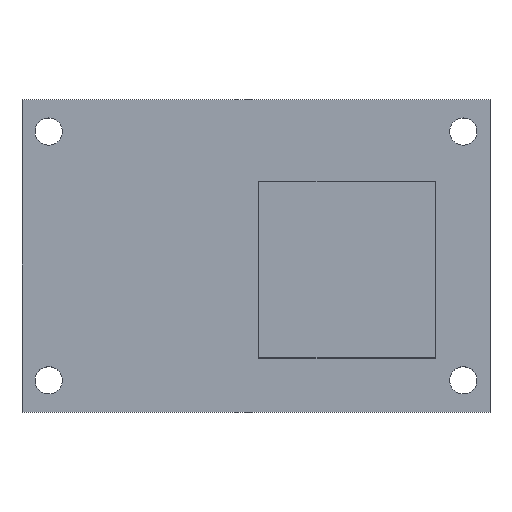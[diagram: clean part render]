
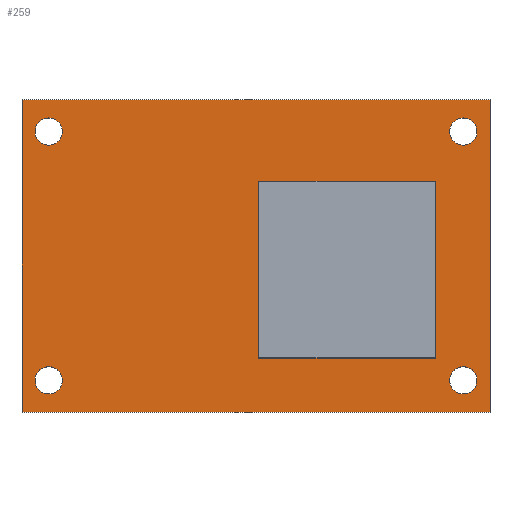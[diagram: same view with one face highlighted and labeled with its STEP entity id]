
A CAD part, top view. The second image highlights one B-rep face of the part: STEP entity #259.
In plain terms, the highlighted planar face has unit normal (0, 0, 1).
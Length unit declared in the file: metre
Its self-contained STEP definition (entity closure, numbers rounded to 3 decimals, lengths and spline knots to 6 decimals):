
#16=LINE('',#392,#40);
#17=LINE('',#395,#41);
#18=LINE('',#397,#42);
#19=LINE('',#399,#43);
#20=LINE('',#400,#44);
#21=LINE('',#403,#45);
#22=LINE('',#405,#46);
#23=LINE('',#407,#47);
#40=VECTOR('',#322,1.);
#41=VECTOR('',#323,1.);
#42=VECTOR('',#324,1.);
#43=VECTOR('',#325,1.);
#44=VECTOR('',#326,1.);
#45=VECTOR('',#327,1.);
#46=VECTOR('',#328,1.);
#47=VECTOR('',#329,1.);
#64=ORIENTED_EDGE('',*,*,#128,.F.);
#65=ORIENTED_EDGE('',*,*,#129,.F.);
#66=ORIENTED_EDGE('',*,*,#130,.F.);
#67=ORIENTED_EDGE('',*,*,#131,.F.);
#68=ORIENTED_EDGE('',*,*,#132,.F.);
#69=ORIENTED_EDGE('',*,*,#133,.T.);
#70=ORIENTED_EDGE('',*,*,#134,.T.);
#71=ORIENTED_EDGE('',*,*,#135,.F.);
#72=ORIENTED_EDGE('',*,*,#136,.F.);
#73=ORIENTED_EDGE('',*,*,#137,.T.);
#74=ORIENTED_EDGE('',*,*,#138,.T.);
#75=ORIENTED_EDGE('',*,*,#139,.F.);
#128=EDGE_CURVE('',#160,#160,#184,.T.);
#129=EDGE_CURVE('',#161,#161,#185,.T.);
#130=EDGE_CURVE('',#162,#162,#186,.T.);
#131=EDGE_CURVE('',#163,#163,#187,.T.);
#132=EDGE_CURVE('',#164,#165,#16,.T.);
#133=EDGE_CURVE('',#164,#166,#17,.T.);
#134=EDGE_CURVE('',#166,#167,#18,.T.);
#135=EDGE_CURVE('',#165,#167,#19,.T.);
#136=EDGE_CURVE('',#168,#169,#20,.T.);
#137=EDGE_CURVE('',#168,#170,#21,.T.);
#138=EDGE_CURVE('',#170,#171,#22,.T.);
#139=EDGE_CURVE('',#169,#171,#23,.T.);
#160=VERTEX_POINT('',#385);
#161=VERTEX_POINT('',#387);
#162=VERTEX_POINT('',#389);
#163=VERTEX_POINT('',#391);
#164=VERTEX_POINT('',#393);
#165=VERTEX_POINT('',#394);
#166=VERTEX_POINT('',#396);
#167=VERTEX_POINT('',#398);
#168=VERTEX_POINT('',#401);
#169=VERTEX_POINT('',#402);
#170=VERTEX_POINT('',#404);
#171=VERTEX_POINT('',#406);
#184=CIRCLE('',#288,0.0005);
#185=CIRCLE('',#289,0.0005);
#186=CIRCLE('',#290,0.0005);
#187=CIRCLE('',#291,0.0005);
#192=EDGE_LOOP('',(#64));
#193=EDGE_LOOP('',(#65));
#194=EDGE_LOOP('',(#66));
#195=EDGE_LOOP('',(#67));
#196=EDGE_LOOP('',(#68,#69,#70,#71));
#197=EDGE_LOOP('',(#72,#73,#74,#75));
#220=FACE_BOUND('',#192,.T.);
#221=FACE_BOUND('',#193,.T.);
#222=FACE_BOUND('',#194,.T.);
#223=FACE_BOUND('',#195,.T.);
#224=FACE_BOUND('',#196,.T.);
#225=FACE_BOUND('',#197,.T.);
#248=PLANE('',#287);
#259=ADVANCED_FACE('',(#220,#221,#222,#223,#224,#225),#248,.T.);
#287=AXIS2_PLACEMENT_3D('',#383,#312,#313);
#288=AXIS2_PLACEMENT_3D('',#384,#314,#315);
#289=AXIS2_PLACEMENT_3D('',#386,#316,#317);
#290=AXIS2_PLACEMENT_3D('',#388,#318,#319);
#291=AXIS2_PLACEMENT_3D('',#390,#320,#321);
#312=DIRECTION('',(0.,0.,1.));
#313=DIRECTION('',(1.,0.,0.));
#314=DIRECTION('',(0.,0.,1.));
#315=DIRECTION('',(1.,0.,0.));
#316=DIRECTION('',(0.,0.,1.));
#317=DIRECTION('',(1.,0.,0.));
#318=DIRECTION('',(0.,0.,1.));
#319=DIRECTION('',(1.,0.,0.));
#320=DIRECTION('',(0.,0.,1.));
#321=DIRECTION('',(1.,0.,0.));
#322=DIRECTION('',(-1.,0.,0.));
#323=DIRECTION('',(0.,1.,0.));
#324=DIRECTION('',(-1.,0.,0.));
#325=DIRECTION('',(0.,1.,0.));
#326=DIRECTION('',(0.,1.,0.));
#327=DIRECTION('',(-1.,0.,0.));
#328=DIRECTION('',(0.,1.,0.));
#329=DIRECTION('',(-1.,0.,0.));
#383=CARTESIAN_POINT('',(0.,0.,0.001));
#384=CARTESIAN_POINT('',(-0.00762,-0.004572,0.001));
#385=CARTESIAN_POINT('',(-0.00712,-0.004572,0.001));
#386=CARTESIAN_POINT('',(0.00762,0.004572,0.001));
#387=CARTESIAN_POINT('',(0.00812,0.004572,0.001));
#388=CARTESIAN_POINT('',(0.00762,-0.004572,0.001));
#389=CARTESIAN_POINT('',(0.00812,-0.004572,0.001));
#390=CARTESIAN_POINT('',(-0.00762,0.004572,0.001));
#391=CARTESIAN_POINT('',(-0.00712,0.004572,0.001));
#392=CARTESIAN_POINT('',(0.,-0.00575,0.001));
#393=CARTESIAN_POINT('',(0.0086,-0.00575,0.001));
#394=CARTESIAN_POINT('',(-0.0086,-0.00575,0.001));
#395=CARTESIAN_POINT('',(0.0086,0.,0.001));
#396=CARTESIAN_POINT('',(0.0086,0.00575,0.001));
#397=CARTESIAN_POINT('',(0.,0.00575,0.001));
#398=CARTESIAN_POINT('',(-0.0086,0.00575,0.001));
#399=CARTESIAN_POINT('',(-0.0086,0.,0.001));
#400=CARTESIAN_POINT('',(0.0066,-0.0005,0.001));
#401=CARTESIAN_POINT('',(0.0066,-0.00375,0.001));
#402=CARTESIAN_POINT('',(0.0066,0.00275,0.001));
#403=CARTESIAN_POINT('',(0.00335,-0.00375,0.001));
#404=CARTESIAN_POINT('',(0.0001,-0.00375,0.001));
#405=CARTESIAN_POINT('',(0.0001,-0.0005,0.001));
#406=CARTESIAN_POINT('',(0.0001,0.00275,0.001));
#407=CARTESIAN_POINT('',(0.00335,0.00275,0.001));
